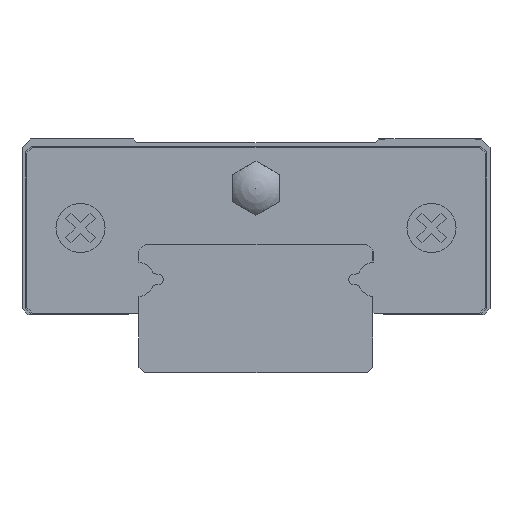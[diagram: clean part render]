
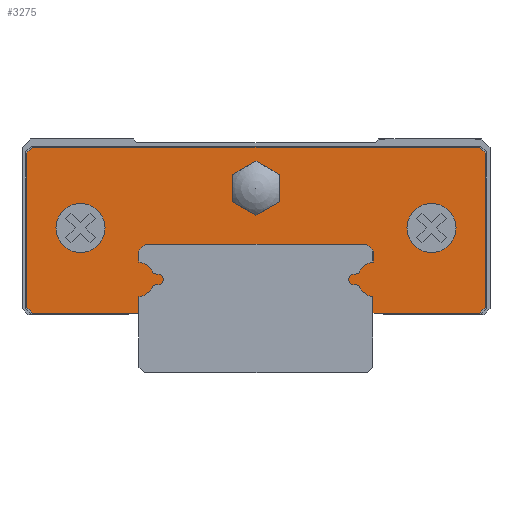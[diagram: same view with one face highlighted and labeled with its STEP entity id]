
A CAD part, front view. The second image highlights one B-rep face of the part: STEP entity #3275.
In plain terms, the highlighted planar face has unit normal (0, -1, 0).
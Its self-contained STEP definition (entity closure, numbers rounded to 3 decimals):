
#112=LINE('',#5848,#494);
#113=LINE('',#5851,#495);
#114=LINE('',#5853,#496);
#115=LINE('',#5855,#497);
#116=LINE('',#5857,#498);
#117=LINE('',#5861,#499);
#118=LINE('',#5865,#500);
#119=LINE('',#5869,#501);
#120=LINE('',#5873,#502);
#121=LINE('',#5877,#503);
#122=LINE('',#5881,#504);
#123=LINE('',#5885,#505);
#124=LINE('',#5889,#506);
#125=LINE('',#5891,#507);
#126=LINE('',#5893,#508);
#127=LINE('',#5895,#509);
#128=LINE('',#5897,#510);
#129=LINE('',#5899,#511);
#494=VECTOR('',#4930,1000.);
#495=VECTOR('',#4931,1000.);
#496=VECTOR('',#4932,1000.);
#497=VECTOR('',#4933,1000.);
#498=VECTOR('',#4934,1000.);
#499=VECTOR('',#4937,1000.);
#500=VECTOR('',#4940,1000.);
#501=VECTOR('',#4943,1000.);
#502=VECTOR('',#4946,1000.);
#503=VECTOR('',#4949,1000.);
#504=VECTOR('',#4952,1000.);
#505=VECTOR('',#4955,1000.);
#506=VECTOR('',#4958,1000.);
#507=VECTOR('',#4959,1000.);
#508=VECTOR('',#4960,1000.);
#509=VECTOR('',#4961,1000.);
#510=VECTOR('',#4962,1000.);
#511=VECTOR('',#4963,1000.);
#833=PLANE('',#4516);
#1137=ORIENTED_EDGE('',*,*,#1979,.T.);
#1138=ORIENTED_EDGE('',*,*,#1980,.F.);
#1139=ORIENTED_EDGE('',*,*,#1981,.F.);
#1140=ORIENTED_EDGE('',*,*,#1982,.F.);
#1141=ORIENTED_EDGE('',*,*,#1983,.F.);
#1142=ORIENTED_EDGE('',*,*,#1984,.F.);
#1143=ORIENTED_EDGE('',*,*,#1985,.F.);
#1144=ORIENTED_EDGE('',*,*,#1986,.F.);
#1145=ORIENTED_EDGE('',*,*,#1987,.F.);
#1146=ORIENTED_EDGE('',*,*,#1988,.F.);
#1147=ORIENTED_EDGE('',*,*,#1989,.F.);
#1148=ORIENTED_EDGE('',*,*,#1990,.F.);
#1149=ORIENTED_EDGE('',*,*,#1991,.F.);
#1150=ORIENTED_EDGE('',*,*,#1992,.F.);
#1151=ORIENTED_EDGE('',*,*,#1993,.F.);
#1152=ORIENTED_EDGE('',*,*,#1994,.F.);
#1153=ORIENTED_EDGE('',*,*,#1995,.F.);
#1154=ORIENTED_EDGE('',*,*,#1996,.F.);
#1155=ORIENTED_EDGE('',*,*,#1997,.F.);
#1156=ORIENTED_EDGE('',*,*,#1998,.F.);
#1157=ORIENTED_EDGE('',*,*,#1999,.F.);
#1158=ORIENTED_EDGE('',*,*,#2000,.F.);
#1159=ORIENTED_EDGE('',*,*,#2001,.F.);
#1160=ORIENTED_EDGE('',*,*,#2002,.F.);
#1161=ORIENTED_EDGE('',*,*,#2003,.F.);
#1162=ORIENTED_EDGE('',*,*,#2004,.F.);
#1163=ORIENTED_EDGE('',*,*,#2005,.F.);
#1164=ORIENTED_EDGE('',*,*,#2006,.F.);
#1165=ORIENTED_EDGE('',*,*,#2007,.F.);
#1979=EDGE_CURVE('',#2418,#2418,#2701,.T.);
#1980=EDGE_CURVE('',#2419,#2419,#2702,.F.);
#1981=EDGE_CURVE('',#2420,#2421,#112,.T.);
#1982=EDGE_CURVE('',#2422,#2420,#113,.T.);
#1983=EDGE_CURVE('',#2423,#2422,#114,.T.);
#1984=EDGE_CURVE('',#2424,#2423,#115,.T.);
#1985=EDGE_CURVE('',#2425,#2424,#116,.T.);
#1986=EDGE_CURVE('',#2426,#2425,#2703,.T.);
#1987=EDGE_CURVE('',#2427,#2426,#117,.T.);
#1988=EDGE_CURVE('',#2428,#2427,#2704,.T.);
#1989=EDGE_CURVE('',#2429,#2428,#118,.T.);
#1990=EDGE_CURVE('',#2430,#2429,#2705,.T.);
#1991=EDGE_CURVE('',#2431,#2430,#119,.T.);
#1992=EDGE_CURVE('',#2432,#2431,#2706,.T.);
#1993=EDGE_CURVE('',#2433,#2432,#120,.T.);
#1994=EDGE_CURVE('',#2434,#2433,#2707,.T.);
#1995=EDGE_CURVE('',#2435,#2434,#121,.T.);
#1996=EDGE_CURVE('',#2436,#2435,#2708,.T.);
#1997=EDGE_CURVE('',#2437,#2436,#122,.T.);
#1998=EDGE_CURVE('',#2438,#2437,#2709,.T.);
#1999=EDGE_CURVE('',#2439,#2438,#123,.T.);
#2000=EDGE_CURVE('',#2440,#2439,#2710,.T.);
#2001=EDGE_CURVE('',#2441,#2440,#124,.T.);
#2002=EDGE_CURVE('',#2442,#2441,#125,.T.);
#2003=EDGE_CURVE('',#2443,#2442,#126,.T.);
#2004=EDGE_CURVE('',#2444,#2443,#127,.T.);
#2005=EDGE_CURVE('',#2445,#2444,#128,.T.);
#2006=EDGE_CURVE('',#2421,#2445,#129,.T.);
#2007=EDGE_CURVE('',#2446,#2446,#2711,.F.);
#2418=VERTEX_POINT('',#5845);
#2419=VERTEX_POINT('',#5847);
#2420=VERTEX_POINT('',#5849);
#2421=VERTEX_POINT('',#5850);
#2422=VERTEX_POINT('',#5852);
#2423=VERTEX_POINT('',#5854);
#2424=VERTEX_POINT('',#5856);
#2425=VERTEX_POINT('',#5858);
#2426=VERTEX_POINT('',#5860);
#2427=VERTEX_POINT('',#5862);
#2428=VERTEX_POINT('',#5864);
#2429=VERTEX_POINT('',#5866);
#2430=VERTEX_POINT('',#5868);
#2431=VERTEX_POINT('',#5870);
#2432=VERTEX_POINT('',#5872);
#2433=VERTEX_POINT('',#5874);
#2434=VERTEX_POINT('',#5876);
#2435=VERTEX_POINT('',#5878);
#2436=VERTEX_POINT('',#5880);
#2437=VERTEX_POINT('',#5882);
#2438=VERTEX_POINT('',#5884);
#2439=VERTEX_POINT('',#5886);
#2440=VERTEX_POINT('',#5888);
#2441=VERTEX_POINT('',#5890);
#2442=VERTEX_POINT('',#5892);
#2443=VERTEX_POINT('',#5894);
#2444=VERTEX_POINT('',#5896);
#2445=VERTEX_POINT('',#5898);
#2446=VERTEX_POINT('',#5901);
#2701=CIRCLE('',#4517,1.23);
#2702=CIRCLE('',#4518,2.1);
#2703=CIRCLE('',#4519,1.5);
#2704=CIRCLE('',#4520,0.47);
#2705=CIRCLE('',#4521,1.5);
#2706=CIRCLE('',#4522,1.15);
#2707=CIRCLE('',#4523,1.15);
#2708=CIRCLE('',#4524,1.5);
#2709=CIRCLE('',#4525,0.47);
#2710=CIRCLE('',#4526,1.5);
#2711=CIRCLE('',#4527,2.1);
#2793=EDGE_LOOP('',(#1137));
#2794=EDGE_LOOP('',(#1138));
#2795=EDGE_LOOP('',(#1139,#1140,#1141,#1142,#1143,#1144,#1145,#1146,#1147,
#1148,#1149,#1150,#1151,#1152,#1153,#1154,#1155,#1156,#1157,#1158,#1159,
#1160,#1161,#1162,#1163,#1164));
#2796=EDGE_LOOP('',(#1165));
#3025=FACE_BOUND('',#2793,.T.);
#3026=FACE_BOUND('',#2794,.T.);
#3027=FACE_BOUND('',#2795,.T.);
#3028=FACE_BOUND('',#2796,.T.);
#3275=ADVANCED_FACE('',(#3025,#3026,#3027,#3028),#833,.F.);
#4516=AXIS2_PLACEMENT_3D('',#5843,#4924,#4925);
#4517=AXIS2_PLACEMENT_3D('',#5844,#4926,#4927);
#4518=AXIS2_PLACEMENT_3D('',#5846,#4928,#4929);
#4519=AXIS2_PLACEMENT_3D('',#5859,#4935,#4936);
#4520=AXIS2_PLACEMENT_3D('',#5863,#4938,#4939);
#4521=AXIS2_PLACEMENT_3D('',#5867,#4941,#4942);
#4522=AXIS2_PLACEMENT_3D('',#5871,#4944,#4945);
#4523=AXIS2_PLACEMENT_3D('',#5875,#4947,#4948);
#4524=AXIS2_PLACEMENT_3D('',#5879,#4950,#4951);
#4525=AXIS2_PLACEMENT_3D('',#5883,#4953,#4954);
#4526=AXIS2_PLACEMENT_3D('',#5887,#4956,#4957);
#4527=AXIS2_PLACEMENT_3D('',#5900,#4964,#4965);
#4924=DIRECTION('',(0.,1.,0.));
#4925=DIRECTION('',(0.,0.,1.));
#4926=DIRECTION('',(0.,1.,0.));
#4927=DIRECTION('',(0.,0.,-1.));
#4928=DIRECTION('',(0.,1.,0.));
#4929=DIRECTION('',(0.,0.,1.));
#4930=DIRECTION('',(0.707,0.,0.707));
#4931=DIRECTION('',(0.,0.,1.));
#4932=DIRECTION('',(-0.707,0.,0.707));
#4933=DIRECTION('',(-1.,0.,0.));
#4934=DIRECTION('',(0.,0.,-1.));
#4935=DIRECTION('',(0.,1.,0.));
#4936=DIRECTION('',(1.,0.,0.));
#4937=DIRECTION('',(-0.991,0.,-0.135));
#4938=DIRECTION('',(0.,1.,0.));
#4939=DIRECTION('',(-1.,0.,0.));
#4940=DIRECTION('',(0.991,0.,-0.135));
#4941=DIRECTION('',(0.,1.,0.));
#4942=DIRECTION('',(1.,0.,0.));
#4943=DIRECTION('',(0.,0.,-1.));
#4944=DIRECTION('',(0.,-1.,0.));
#4945=DIRECTION('',(1.,0.,0.));
#4946=DIRECTION('',(-1.,0.,0.));
#4947=DIRECTION('',(0.,-1.,0.));
#4948=DIRECTION('',(1.,0.,0.));
#4949=DIRECTION('',(0.,0.,1.));
#4950=DIRECTION('',(0.,1.,0.));
#4951=DIRECTION('',(1.,0.,0.));
#4952=DIRECTION('',(0.991,0.,0.135));
#4953=DIRECTION('',(0.,1.,0.));
#4954=DIRECTION('',(1.,0.,0.));
#4955=DIRECTION('',(-0.991,0.,0.135));
#4956=DIRECTION('',(0.,1.,0.));
#4957=DIRECTION('',(1.,0.,0.));
#4958=DIRECTION('',(0.,0.,1.));
#4959=DIRECTION('',(-1.,0.,0.));
#4960=DIRECTION('',(-0.707,0.,-0.707));
#4961=DIRECTION('',(0.,0.,-1.));
#4962=DIRECTION('',(0.707,0.,-0.707));
#4963=DIRECTION('',(1.,0.,0.));
#4964=DIRECTION('',(0.,1.,0.));
#4965=DIRECTION('',(0.,0.,1.));
#5843=CARTESIAN_POINT('',(10.2,-24.7,8.));
#5844=CARTESIAN_POINT('',(0.,-24.7,15.8));
#5845=CARTESIAN_POINT('',(0.,-24.7,14.571));
#5846=CARTESIAN_POINT('',(15.,-24.7,12.4));
#5847=CARTESIAN_POINT('',(15.,-24.7,14.5));
#5848=CARTESIAN_POINT('',(-19.6,-24.7,18.8));
#5849=CARTESIAN_POINT('',(-19.6,-24.7,18.8));
#5850=CARTESIAN_POINT('',(-19.1,-24.7,19.3));
#5851=CARTESIAN_POINT('',(-19.6,-24.7,5.6));
#5852=CARTESIAN_POINT('',(-19.6,-24.7,5.6));
#5853=CARTESIAN_POINT('',(-19.6,-24.7,5.6));
#5854=CARTESIAN_POINT('',(-19.1,-24.7,5.1));
#5855=CARTESIAN_POINT('',(-10.,-24.7,5.1));
#5856=CARTESIAN_POINT('',(-10.,-24.7,5.1));
#5857=CARTESIAN_POINT('',(-10.,-24.7,6.513));
#5858=CARTESIAN_POINT('',(-10.,-24.7,6.513));
#5859=CARTESIAN_POINT('',(-10.2,-24.7,8.));
#5860=CARTESIAN_POINT('',(-8.786,-24.7,7.498));
#5861=CARTESIAN_POINT('',(-8.191,-24.7,7.579));
#5862=CARTESIAN_POINT('',(-8.191,-24.7,7.579));
#5863=CARTESIAN_POINT('',(-8.4,-24.7,8.));
#5864=CARTESIAN_POINT('',(-8.191,-24.7,8.421));
#5865=CARTESIAN_POINT('',(-8.786,-24.7,8.502));
#5866=CARTESIAN_POINT('',(-8.786,-24.7,8.502));
#5867=CARTESIAN_POINT('',(-10.2,-24.7,8.));
#5868=CARTESIAN_POINT('',(-10.,-24.7,9.487));
#5869=CARTESIAN_POINT('',(-10.,-24.7,10.419));
#5870=CARTESIAN_POINT('',(-10.,-24.7,10.419));
#5871=CARTESIAN_POINT('',(-8.95,-24.7,9.95));
#5872=CARTESIAN_POINT('',(-9.419,-24.7,11.));
#5873=CARTESIAN_POINT('',(9.419,-24.7,11.));
#5874=CARTESIAN_POINT('',(9.419,-24.7,11.));
#5875=CARTESIAN_POINT('',(8.95,-24.7,9.95));
#5876=CARTESIAN_POINT('',(10.,-24.7,10.419));
#5877=CARTESIAN_POINT('',(10.,-24.7,9.487));
#5878=CARTESIAN_POINT('',(10.,-24.7,9.487));
#5879=CARTESIAN_POINT('',(10.2,-24.7,8.));
#5880=CARTESIAN_POINT('',(8.786,-24.7,8.502));
#5881=CARTESIAN_POINT('',(8.191,-24.7,8.421));
#5882=CARTESIAN_POINT('',(8.191,-24.7,8.421));
#5883=CARTESIAN_POINT('',(8.4,-24.7,8.));
#5884=CARTESIAN_POINT('',(8.191,-24.7,7.579));
#5885=CARTESIAN_POINT('',(8.786,-24.7,7.498));
#5886=CARTESIAN_POINT('',(8.786,-24.7,7.498));
#5887=CARTESIAN_POINT('',(10.2,-24.7,8.));
#5888=CARTESIAN_POINT('',(10.,-24.7,6.513));
#5889=CARTESIAN_POINT('',(10.,-24.7,5.1));
#5890=CARTESIAN_POINT('',(10.,-24.7,5.1));
#5891=CARTESIAN_POINT('',(19.1,-24.7,5.1));
#5892=CARTESIAN_POINT('',(19.1,-24.7,5.1));
#5893=CARTESIAN_POINT('',(19.1,-24.7,5.1));
#5894=CARTESIAN_POINT('',(19.6,-24.7,5.6));
#5895=CARTESIAN_POINT('',(19.6,-24.7,18.8));
#5896=CARTESIAN_POINT('',(19.6,-24.7,18.8));
#5897=CARTESIAN_POINT('',(19.1,-24.7,19.3));
#5898=CARTESIAN_POINT('',(19.1,-24.7,19.3));
#5899=CARTESIAN_POINT('',(-19.1,-24.7,19.3));
#5900=CARTESIAN_POINT('',(-15.,-24.7,12.4));
#5901=CARTESIAN_POINT('',(-15.,-24.7,14.5));
